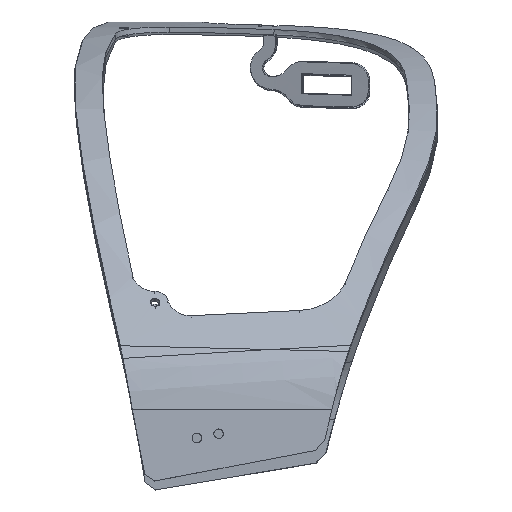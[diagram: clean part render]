
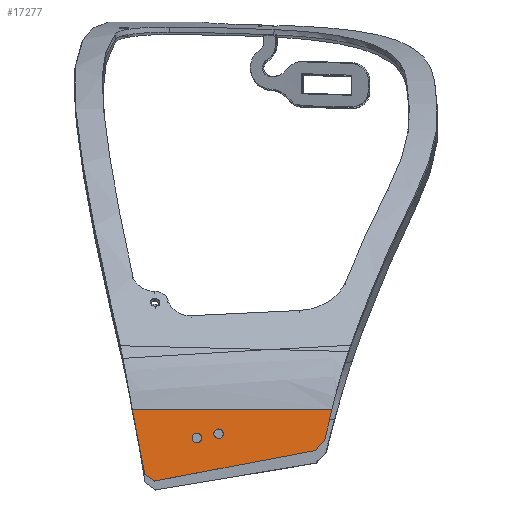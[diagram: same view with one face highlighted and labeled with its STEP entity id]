
A CAD part, left-side view. The second image highlights one B-rep face of the part: STEP entity #17277.
In plain terms, the highlighted planar face has unit normal (-0.998, -0.058, 0.014).
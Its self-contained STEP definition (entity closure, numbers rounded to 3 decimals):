
#66 = CARTESIAN_POINT ( 'NONE',  ( -67.492, -8.316, -47.6 ) ) ;
#592 = CARTESIAN_POINT ( 'NONE',  ( -68.715, 13.476, -44.095 ) ) ;
#622 = CARTESIAN_POINT ( 'NONE',  ( -67.959, 0.526, -44.099 ) ) ;
#682 = CARTESIAN_POINT ( 'NONE',  ( -68.323, 6.753, -44.097 ) ) ;
#724 = VERTEX_POINT ( 'NONE', #10069 ) ;
#1036 = ORIENTED_EDGE ( 'NONE', *, *, #10896, .F. ) ;
#1211 = AXIS2_PLACEMENT_3D ( 'NONE', #13337, #5327, #14684 ) ;
#1869 = AXIS2_PLACEMENT_3D ( 'NONE', #13537, #5513, #14878 ) ;
#1960 = CARTESIAN_POINT ( 'NONE',  ( -67.961, 0.548, -44.099 ) ) ;
#2021 = CARTESIAN_POINT ( 'NONE',  ( -68.324, 6.768, -44.097 ) ) ;
#2209 = VECTOR ( 'NONE', #6456, 1000. ) ;
#2510 = CARTESIAN_POINT ( 'NONE',  ( -68.678, 10.915, -52.201 ) ) ;
#2938 = ORIENTED_EDGE ( 'NONE', *, *, #15618, .F. ) ;
#2948 = ORIENTED_EDGE ( 'NONE', *, *, #16483, .F. ) ;
#3005 = CARTESIAN_POINT ( 'NONE',  ( -67.571, -7.234, -48.745 ) ) ;
#3161 = CARTESIAN_POINT ( 'NONE',  ( -67.395, -9.141, -44.102 ) ) ;
#3303 = CARTESIAN_POINT ( 'NONE',  ( -67.961, 0.562, -44.099 ) ) ;
#3368 = CARTESIAN_POINT ( 'NONE',  ( -68.324, 6.778, -44.097 ) ) ;
#3725 = DIRECTION ( 'NONE',  ( -0.058, 0.998, 0. ) ) ;
#3859 = DIRECTION ( 'NONE',  ( -0.04, 0.826, 0.563 ) ) ;
#3909 = ORIENTED_EDGE ( 'NONE', *, *, #9564, .F. ) ;
#4074 = CIRCLE ( 'NONE', #1211, 0.55 ) ;
#4269 = ORIENTED_EDGE ( 'NONE', *, *, #10344, .F. ) ;
#4342 = CARTESIAN_POINT ( 'NONE',  ( -68.364, 6.685, -47.321 ) ) ;
#4346 = DIRECTION ( 'NONE',  ( -0.06, 0.981, -0.187 ) ) ;
#4446 = CARTESIAN_POINT ( 'NONE',  ( -67.428, -8.854, -45.265 ) ) ;
#4503 = CARTESIAN_POINT ( 'NONE',  ( -68.735, 12.083, -51.405 ) ) ;
#4644 = CARTESIAN_POINT ( 'NONE',  ( -67.995, 1.143, -44.098 ) ) ;
#4706 = CARTESIAN_POINT ( 'NONE',  ( -68.371, 7.577, -44.097 ) ) ;
#5085 = CARTESIAN_POINT ( 'NONE',  ( -68.214, 4.233, -46.854 ) ) ;
#5327 = DIRECTION ( 'NONE',  ( -0.998, -0.058, 0.014 ) ) ;
#5350 = VECTOR ( 'NONE', #3859, 1000. ) ;
#5435 = ORIENTED_EDGE ( 'NONE', *, *, #6847, .F. ) ;
#5513 = DIRECTION ( 'NONE',  ( -0.998, -0.058, 0.014 ) ) ;
#5830 = CARTESIAN_POINT ( 'NONE',  ( -67.461, -8.579, -46.431 ) ) ;
#5902 = DIRECTION ( 'NONE',  ( -0.998, -0.058, 0.014 ) ) ;
#5915 = CARTESIAN_POINT ( 'NONE',  ( -67.579, -5.998, -44.101 ) ) ;
#5979 = CARTESIAN_POINT ( 'NONE',  ( -68.184, 4.373, -44.097 ) ) ;
#6041 = CARTESIAN_POINT ( 'NONE',  ( -68.715, 13.476, -44.095 ) ) ;
#6057 = VERTEX_POINT ( 'NONE', #14914 ) ;
#6230 = VERTEX_POINT ( 'NONE', #66 ) ;
#6336 = AXIS2_PLACEMENT_3D ( 'NONE', #7311, #16646, #8651 ) ;
#6456 = DIRECTION ( 'NONE',  ( -0.05, 0.686, -0.726 ) ) ;
#6579 = CIRCLE ( 'NONE', #9030, 0.55 ) ;
#6731 = EDGE_CURVE ( 'NONE', #14500, #6230, #10980, .T. ) ;
#6811 = FACE_BOUND ( 'NONE', #6925, .T. ) ;
#6847 = EDGE_CURVE ( 'NONE', #6057, #724, #13682, .T. ) ;
#6925 = EDGE_LOOP ( 'NONE', ( #4269, #2938 ) ) ;
#7002 = CIRCLE ( 'NONE', #6336, 0.55 ) ;
#7026 = CARTESIAN_POINT ( 'NONE',  ( -67.395, -9.141, -44.102 ) ) ;
#7177 = CARTESIAN_POINT ( 'NONE',  ( -68.729, 12.547, -48.968 ) ) ;
#7210 = EDGE_CURVE ( 'NONE', #14484, #6057, #12042, .T. ) ;
#7264 = CARTESIAN_POINT ( 'NONE',  ( -67.914, -0.259, -44.099 ) ) ;
#7286 = ORIENTED_EDGE ( 'NONE', *, *, #7210, .F. ) ;
#7311 = CARTESIAN_POINT ( 'NONE',  ( -68.182, 3.684, -46.854 ) ) ;
#7331 = CARTESIAN_POINT ( 'NONE',  ( -68.306, 6.469, -44.097 ) ) ;
#7929 = ORIENTED_EDGE ( 'NONE', *, *, #13814, .T. ) ;
#8350 = EDGE_LOOP ( 'NONE', ( #1036, #16253, #7929, #5435, #7286, #2948 ) ) ;
#8562 = VERTEX_POINT ( 'NONE', #17099 ) ;
#8582 = CARTESIAN_POINT ( 'NONE',  ( -68.722, 13.012, -46.532 ) ) ;
#8606 = CARTESIAN_POINT ( 'NONE',  ( -67.956, 0.47, -44.099 ) ) ;
#8651 = DIRECTION ( 'NONE',  ( -0.058, 0.998, 0. ) ) ;
#8672 = CARTESIAN_POINT ( 'NONE',  ( -68.321, 6.732, -44.097 ) ) ;
#8899 = LINE ( 'NONE', #10496, #2209 ) ;
#9030 = AXIS2_PLACEMENT_3D ( 'NONE', #13924, #5902, #15262 ) ;
#9564 = EDGE_CURVE ( 'NONE', #10195, #13169, #11411, .T. ) ;
#9572 = ORIENTED_EDGE ( 'NONE', *, *, #10329, .F. ) ;
#9956 = CARTESIAN_POINT ( 'NONE',  ( -67.96, 0.541, -44.099 ) ) ;
#10018 = CARTESIAN_POINT ( 'NONE',  ( -68.323, 6.763, -44.097 ) ) ;
#10069 = CARTESIAN_POINT ( 'NONE',  ( -68.715, 13.476, -44.095 ) ) ;
#10195 = VERTEX_POINT ( 'NONE', #4342 ) ;
#10235 = CARTESIAN_POINT ( 'NONE',  ( -68.299, 5.587, -47.321 ) ) ;
#10329 = EDGE_CURVE ( 'NONE', #13169, #10195, #6579, .T. ) ;
#10344 = EDGE_CURVE ( 'NONE', #15156, #10517, #7002, .T. ) ;
#10376 = PLANE ( 'NONE',  #11619 ) ;
#10496 = CARTESIAN_POINT ( 'NONE',  ( -67.492, -8.316, -47.6 ) ) ;
#10517 = VERTEX_POINT ( 'NONE', #11459 ) ;
#10896 = EDGE_CURVE ( 'NONE', #6230, #8562, #8899, .T. ) ;
#10980 = B_SPLINE_CURVE_WITH_KNOTS ( 'NONE', 3,
 ( #3161, #4446, #5830, #15193 ),
 .UNSPECIFIED., .F., .F.,
 ( 4, 4 ),
 ( 0., 1. ),
 .UNSPECIFIED. ) ;
#11301 = CARTESIAN_POINT ( 'NONE',  ( -67.961, 0.548, -44.099 ) ) ;
#11359 = CARTESIAN_POINT ( 'NONE',  ( -68.324, 6.77, -44.097 ) ) ;
#11411 = CIRCLE ( 'NONE', #1869, 0.55 ) ;
#11459 = CARTESIAN_POINT ( 'NONE',  ( -68.15, 3.135, -46.854 ) ) ;
#11619 = AXIS2_PLACEMENT_3D ( 'NONE', #13008, #11718, #3725 ) ;
#11718 = DIRECTION ( 'NONE',  ( 0.998, 0.058, -0.014 ) ) ;
#12042 = LINE ( 'NONE', #2510, #5350 ) ;
#12647 = CARTESIAN_POINT ( 'NONE',  ( -67.965, 0.626, -44.099 ) ) ;
#12706 = CARTESIAN_POINT ( 'NONE',  ( -68.328, 6.843, -44.097 ) ) ;
#12903 = VECTOR ( 'NONE', #4346, 1000. ) ;
#13008 = CARTESIAN_POINT ( 'NONE',  ( -68.72, 33.409, 39.136 ) ) ;
#13169 = VERTEX_POINT ( 'NONE', #10235 ) ;
#13322 = LINE ( 'NONE', #3005, #12903 ) ;
#13337 = CARTESIAN_POINT ( 'NONE',  ( -68.182, 3.684, -46.854 ) ) ;
#13537 = CARTESIAN_POINT ( 'NONE',  ( -68.332, 6.136, -47.321 ) ) ;
#13586 = CARTESIAN_POINT ( 'NONE',  ( -68.678, 10.915, -52.201 ) ) ;
#13682 = B_SPLINE_CURVE_WITH_KNOTS ( 'NONE', 3,
 ( #4503, #7177, #8582, #592 ),
 .UNSPECIFIED., .F., .F.,
 ( 4, 4 ),
 ( 0., 1. ),
 .UNSPECIFIED. ) ;
#13814 = EDGE_CURVE ( 'NONE', #14500, #724, #16640, .T. ) ;
#13924 = CARTESIAN_POINT ( 'NONE',  ( -68.332, 6.136, -47.321 ) ) ;
#13942 = CARTESIAN_POINT ( 'NONE',  ( -67.395, -9.141, -44.102 ) ) ;
#13950 = FACE_BOUND ( 'NONE', #17008, .T. ) ;
#14004 = CARTESIAN_POINT ( 'NONE',  ( -68.078, 2.56, -44.098 ) ) ;
#14060 = CARTESIAN_POINT ( 'NONE',  ( -68.512, 9.993, -44.096 ) ) ;
#14484 = VERTEX_POINT ( 'NONE', #13586 ) ;
#14500 = VERTEX_POINT ( 'NONE', #7026 ) ;
#14684 = DIRECTION ( 'NONE',  ( -0.058, 0.998, 0. ) ) ;
#14878 = DIRECTION ( 'NONE',  ( -0.058, 0.998, 0. ) ) ;
#14914 = CARTESIAN_POINT ( 'NONE',  ( -68.735, 12.083, -51.405 ) ) ;
#15156 = VERTEX_POINT ( 'NONE', #5085 ) ;
#15193 = CARTESIAN_POINT ( 'NONE',  ( -67.492, -8.316, -47.6 ) ) ;
#15262 = DIRECTION ( 'NONE',  ( -0.058, 0.998, 0. ) ) ;
#15278 = CARTESIAN_POINT ( 'NONE',  ( -67.789, -2.385, -44.1 ) ) ;
#15338 = CARTESIAN_POINT ( 'NONE',  ( -68.27, 5.846, -44.097 ) ) ;
#15618 = EDGE_CURVE ( 'NONE', #10517, #15156, #4074, .T. ) ;
#16253 = ORIENTED_EDGE ( 'NONE', *, *, #6731, .F. ) ;
#16483 = EDGE_CURVE ( 'NONE', #8562, #14484, #13322, .T. ) ;
#16603 = CARTESIAN_POINT ( 'NONE',  ( -67.948, 0.325, -44.099 ) ) ;
#16640 = B_SPLINE_CURVE_WITH_KNOTS ( 'NONE', 3,
 ( #13942, #5915, #15278, #7264, #16603, #8606, #622, #9956, #1960, #11301, #3303, #12647, #4644, #14004, #5979, #15338, #7331, #16660, #8672, #682, #10018, #2021, #11359, #3368, #12706, #4706, #14060, #6041 ),
 .UNSPECIFIED., .F., .F.,
 ( 4, 1, 1, 1, 1, 1, 2, 2, 1, 1, 1, 1, 1, 1, 1, 1, 2, 2, 1, 1, 1, 4 ),
 ( 0., 0.25, 0.375, 0.406, 0.422, 0.426, 0.428, 0.429, 0.43, 0.437, 0.5, 0.625, 0.687, 0.703, 0.711, 0.713, 0.714, 0.714, 0.715, 0.719, 0.75, 1. ),
 .UNSPECIFIED. ) ;
#16646 = DIRECTION ( 'NONE',  ( -0.998, -0.058, 0.014 ) ) ;
#16660 = CARTESIAN_POINT ( 'NONE',  ( -68.317, 6.654, -44.097 ) ) ;
#17008 = EDGE_LOOP ( 'NONE', ( #3909, #9572 ) ) ;
#17059 = FACE_OUTER_BOUND ( 'NONE', #8350, .T. ) ;
#17099 = CARTESIAN_POINT ( 'NONE',  ( -67.571, -7.234, -48.745 ) ) ;
#17277 = ADVANCED_FACE ( 'NONE', ( #13950, #6811, #17059 ), #10376, .F. ) ;
